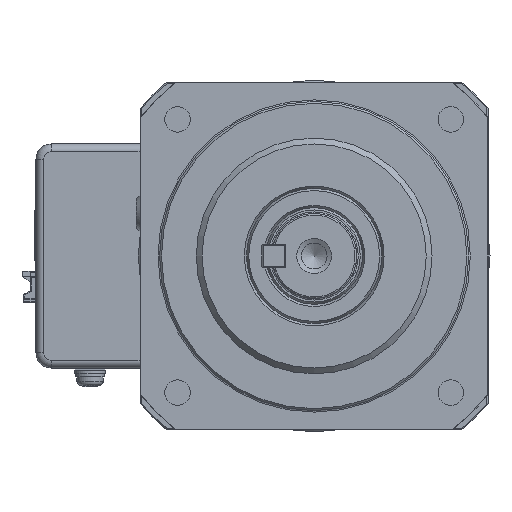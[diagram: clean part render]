
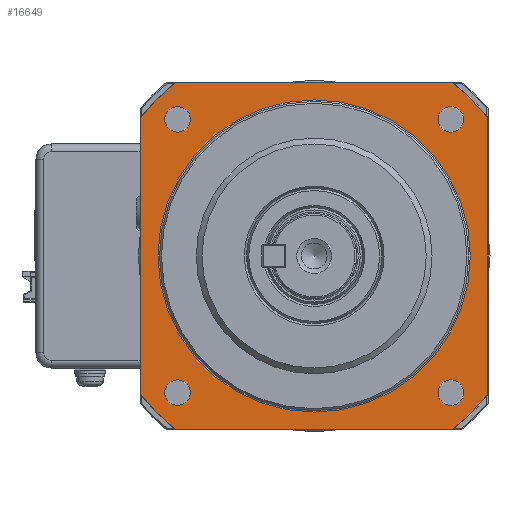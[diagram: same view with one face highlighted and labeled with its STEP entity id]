
A CAD part, left-side view. The second image highlights one B-rep face of the part: STEP entity #16649.
In plain terms, the highlighted face is planar.
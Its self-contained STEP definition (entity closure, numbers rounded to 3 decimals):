
#2370 = ORIENTED_EDGE ( 'NONE', *, *, #82547, .T. ) ;
#2421 = CARTESIAN_POINT ( 'NONE',  ( -49.39, -49.39, 0. ) ) ;
#2972 = LINE ( 'NONE', #94967, #69649 ) ;
#6621 = EDGE_CURVE ( 'NONE', #82000, #82000, #53034, .T. ) ;
#9134 = DIRECTION ( 'NONE',  ( 1., 0., 0. ) ) ;
#14166 = CARTESIAN_POINT ( 'NONE',  ( 0., 0., 0. ) ) ;
#15136 = AXIS2_PLACEMENT_3D ( 'NONE', #145600, #62064, #90822 ) ;
#16409 = VECTOR ( 'NONE', #170355, 1000. ) ;
#16515 = DIRECTION ( 'NONE',  ( 1., 0., 0. ) ) ;
#16649 = ADVANCED_FACE ( 'NONE', ( #26206, #159599, #95048, #64859, #170367, #36892 ), #112482, .T. ) ;
#19928 = VECTOR ( 'NONE', #167549, 1000. ) ;
#21329 = AXIS2_PLACEMENT_3D ( 'NONE', #14166, #83316, #165800 ) ;
#21786 = VERTEX_POINT ( 'NONE', #170851 ) ;
#21939 = EDGE_LOOP ( 'NONE', ( #133585 ) ) ;
#22591 = VERTEX_POINT ( 'NONE', #95379 ) ;
#26206 = FACE_BOUND ( 'NONE', #53689, .T. ) ;
#33664 = LINE ( 'NONE', #101717, #16409 ) ;
#34217 = CIRCLE ( 'NONE', #164052, 3.3 ) ;
#34450 = VECTOR ( 'NONE', #37815, 1000. ) ;
#34454 = CIRCLE ( 'NONE', #112873, 3.3 ) ;
#35083 = EDGE_CURVE ( 'NONE', #21786, #21786, #164312, .T. ) ;
#35736 = VERTEX_POINT ( 'NONE', #45191 ) ;
#36588 = ORIENTED_EDGE ( 'NONE', *, *, #85677, .T. ) ;
#36892 = FACE_BOUND ( 'NONE', #155344, .T. ) ;
#37815 = DIRECTION ( 'NONE',  ( 0., -1., 0. ) ) ;
#39132 = EDGE_CURVE ( 'NONE', #35736, #22591, #33664, .T. ) ;
#39986 = CARTESIAN_POINT ( 'NONE',  ( -44.9, -35.76, 0. ) ) ;
#42554 = EDGE_CURVE ( 'NONE', #69088, #69088, #34454, .T. ) ;
#43295 = EDGE_CURVE ( 'NONE', #174341, #170583, #154965, .T. ) ;
#44352 = CIRCLE ( 'NONE', #15136, 57.4 ) ;
#45191 = CARTESIAN_POINT ( 'NONE',  ( 44.9, -35.76, 0. ) ) ;
#49497 = DIRECTION ( 'NONE',  ( 0., 0., 1. ) ) ;
#53034 = CIRCLE ( 'NONE', #106713, 3.3 ) ;
#53689 = EDGE_LOOP ( 'NONE', ( #79183 ) ) ;
#54341 = LINE ( 'NONE', #166971, #19928 ) ;
#55092 = VERTEX_POINT ( 'NONE', #155164 ) ;
#59988 = ORIENTED_EDGE ( 'NONE', *, *, #39132, .T. ) ;
#62064 = DIRECTION ( 'NONE',  ( 0., 0., 1. ) ) ;
#62152 = CARTESIAN_POINT ( 'NONE',  ( 35.355, 35.355, 0. ) ) ;
#62533 = CARTESIAN_POINT ( 'NONE',  ( 38.655, 35.355, 0. ) ) ;
#64859 = FACE_BOUND ( 'NONE', #176209, .T. ) ;
#69088 = VERTEX_POINT ( 'NONE', #62533 ) ;
#69649 = VECTOR ( 'NONE', #164175, 1000. ) ;
#71579 = CARTESIAN_POINT ( 'NONE',  ( -32.055, -35.355, 0. ) ) ;
#71597 = DIRECTION ( 'NONE',  ( 0., 0., 1. ) ) ;
#71777 = CARTESIAN_POINT ( 'NONE',  ( -35.76, -44.9, 0. ) ) ;
#77510 = CARTESIAN_POINT ( 'NONE',  ( -44.9, -49.39, 0. ) ) ;
#78109 = ORIENTED_EDGE ( 'NONE', *, *, #78394, .T. ) ;
#78320 = AXIS2_PLACEMENT_3D ( 'NONE', #169942, #87382, #16515 ) ;
#78394 = EDGE_CURVE ( 'NONE', #158690, #55092, #2972, .T. ) ;
#79183 = ORIENTED_EDGE ( 'NONE', *, *, #117804, .T. ) ;
#80428 = DIRECTION ( 'NONE',  ( 0., 0., 1. ) ) ;
#82000 = VERTEX_POINT ( 'NONE', #71579 ) ;
#82547 = EDGE_CURVE ( 'NONE', #55092, #174341, #44352, .T. ) ;
#83316 = DIRECTION ( 'NONE',  ( 0., 0., 1. ) ) ;
#84551 = EDGE_CURVE ( 'NONE', #100115, #110981, #54341, .T. ) ;
#84732 = ORIENTED_EDGE ( 'NONE', *, *, #35083, .F. ) ;
#85677 = EDGE_CURVE ( 'NONE', #170583, #100115, #133743, .T. ) ;
#87382 = DIRECTION ( 'NONE',  ( 0., 0., 1. ) ) ;
#88223 = DIRECTION ( 'NONE',  ( 1., 0., 0. ) ) ;
#90469 = DIRECTION ( 'NONE',  ( 0., 0., 1. ) ) ;
#90822 = DIRECTION ( 'NONE',  ( 1., 0., 0. ) ) ;
#93643 = CARTESIAN_POINT ( 'NONE',  ( 0., 0., 0. ) ) ;
#94967 = CARTESIAN_POINT ( 'NONE',  ( -49.39, 44.9, 0. ) ) ;
#95048 = FACE_BOUND ( 'NONE', #145699, .T. ) ;
#95379 = CARTESIAN_POINT ( 'NONE',  ( 44.9, 35.76, 0. ) ) ;
#97062 = CIRCLE ( 'NONE', #118270, 40.4 ) ;
#98487 = CARTESIAN_POINT ( 'NONE',  ( 35.355, -35.355, 0. ) ) ;
#100115 = VERTEX_POINT ( 'NONE', #71777 ) ;
#101717 = CARTESIAN_POINT ( 'NONE',  ( 44.9, -49.39, 0. ) ) ;
#106713 = AXIS2_PLACEMENT_3D ( 'NONE', #171793, #90469, #130850 ) ;
#108521 = AXIS2_PLACEMENT_3D ( 'NONE', #93643, #80428, #147831 ) ;
#109479 = DIRECTION ( 'NONE',  ( 0., 0., 1. ) ) ;
#110981 = VERTEX_POINT ( 'NONE', #117619 ) ;
#111671 = ORIENTED_EDGE ( 'NONE', *, *, #113102, .T. ) ;
#112482 = PLANE ( 'NONE',  #157664 ) ;
#112873 = AXIS2_PLACEMENT_3D ( 'NONE', #62152, #49497, #9134 ) ;
#113102 = EDGE_CURVE ( 'NONE', #110981, #35736, #133344, .T. ) ;
#114625 = CIRCLE ( 'NONE', #21329, 57.4 ) ;
#115339 = CARTESIAN_POINT ( 'NONE',  ( 0., 0., 0. ) ) ;
#116910 = EDGE_CURVE ( 'NONE', #22591, #158690, #114625, .T. ) ;
#117366 = ORIENTED_EDGE ( 'NONE', *, *, #135811, .F. ) ;
#117619 = CARTESIAN_POINT ( 'NONE',  ( 35.76, -44.9, 0. ) ) ;
#117804 = EDGE_CURVE ( 'NONE', #163698, #163698, #97062, .T. ) ;
#118270 = AXIS2_PLACEMENT_3D ( 'NONE', #115339, #129206, #88223 ) ;
#129206 = DIRECTION ( 'NONE',  ( 0., 0., -1. ) ) ;
#130850 = DIRECTION ( 'NONE',  ( 1., 0., 0. ) ) ;
#133344 = CIRCLE ( 'NONE', #108521, 57.4 ) ;
#133585 = ORIENTED_EDGE ( 'NONE', *, *, #6621, .F. ) ;
#133743 = CIRCLE ( 'NONE', #172519, 57.4 ) ;
#135811 = EDGE_CURVE ( 'NONE', #142613, #142613, #34217, .T. ) ;
#139413 = DIRECTION ( 'NONE',  ( 0., 0., 1. ) ) ;
#142613 = VERTEX_POINT ( 'NONE', #164696 ) ;
#145600 = CARTESIAN_POINT ( 'NONE',  ( 0., 0., 0. ) ) ;
#145699 = EDGE_LOOP ( 'NONE', ( #171961 ) ) ;
#147831 = DIRECTION ( 'NONE',  ( 1., 0., 0. ) ) ;
#150425 = DIRECTION ( 'NONE',  ( 1., 0., 0. ) ) ;
#151605 = CARTESIAN_POINT ( 'NONE',  ( 0., 0., 0. ) ) ;
#153803 = ORIENTED_EDGE ( 'NONE', *, *, #84551, .T. ) ;
#154965 = LINE ( 'NONE', #77510, #34450 ) ;
#155164 = CARTESIAN_POINT ( 'NONE',  ( -35.76, 44.9, 0. ) ) ;
#155344 = EDGE_LOOP ( 'NONE', ( #84732 ) ) ;
#157664 = AXIS2_PLACEMENT_3D ( 'NONE', #2421, #71597, #167884 ) ;
#158690 = VERTEX_POINT ( 'NONE', #169611 ) ;
#159599 = FACE_OUTER_BOUND ( 'NONE', #175563, .T. ) ;
#163698 = VERTEX_POINT ( 'NONE', #176737 ) ;
#164052 = AXIS2_PLACEMENT_3D ( 'NONE', #98487, #139413, #168269 ) ;
#164175 = DIRECTION ( 'NONE',  ( -1., 0., 0. ) ) ;
#164312 = CIRCLE ( 'NONE', #78320, 3.3 ) ;
#164696 = CARTESIAN_POINT ( 'NONE',  ( 38.655, -35.355, 0. ) ) ;
#165800 = DIRECTION ( 'NONE',  ( 1., 0., 0. ) ) ;
#166971 = CARTESIAN_POINT ( 'NONE',  ( -49.39, -44.9, 0. ) ) ;
#167549 = DIRECTION ( 'NONE',  ( 1., 0., 0. ) ) ;
#167884 = DIRECTION ( 'NONE',  ( 1., 0., 0. ) ) ;
#167954 = ORIENTED_EDGE ( 'NONE', *, *, #116910, .T. ) ;
#168269 = DIRECTION ( 'NONE',  ( 1., 0., 0. ) ) ;
#169611 = CARTESIAN_POINT ( 'NONE',  ( 35.76, 44.9, 0. ) ) ;
#169942 = CARTESIAN_POINT ( 'NONE',  ( -35.355, 35.355, 0. ) ) ;
#170355 = DIRECTION ( 'NONE',  ( 0., 1., 0. ) ) ;
#170367 = FACE_BOUND ( 'NONE', #21939, .T. ) ;
#170583 = VERTEX_POINT ( 'NONE', #39986 ) ;
#170851 = CARTESIAN_POINT ( 'NONE',  ( -32.055, 35.355, 0. ) ) ;
#171745 = CARTESIAN_POINT ( 'NONE',  ( -44.9, 35.76, 0. ) ) ;
#171793 = CARTESIAN_POINT ( 'NONE',  ( -35.355, -35.355, 0. ) ) ;
#171961 = ORIENTED_EDGE ( 'NONE', *, *, #42554, .F. ) ;
#172295 = ORIENTED_EDGE ( 'NONE', *, *, #43295, .T. ) ;
#172519 = AXIS2_PLACEMENT_3D ( 'NONE', #151605, #109479, #150425 ) ;
#174341 = VERTEX_POINT ( 'NONE', #171745 ) ;
#175563 = EDGE_LOOP ( 'NONE', ( #167954, #78109, #2370, #172295, #36588, #153803, #111671, #59988 ) ) ;
#176209 = EDGE_LOOP ( 'NONE', ( #117366 ) ) ;
#176737 = CARTESIAN_POINT ( 'NONE',  ( 40.4, 0., 0. ) ) ;
